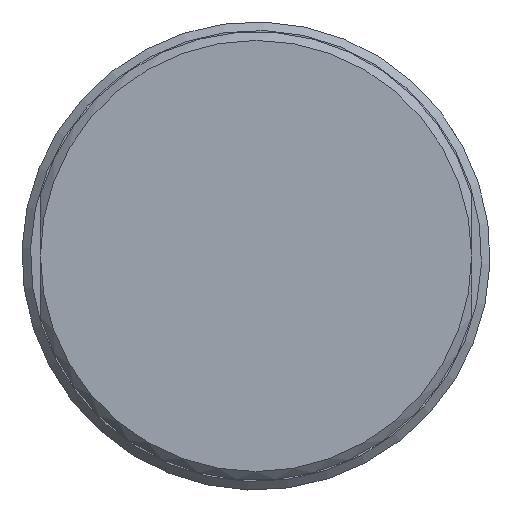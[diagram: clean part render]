
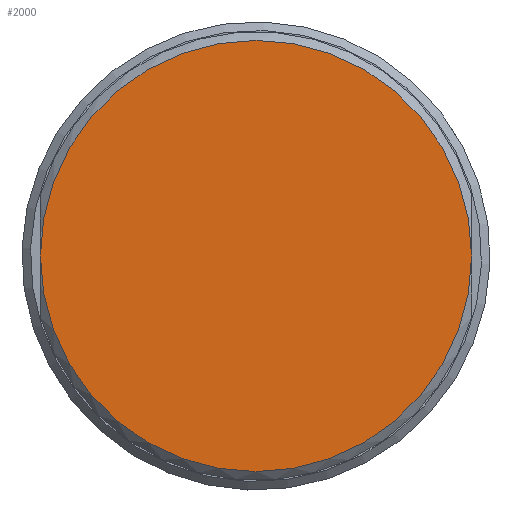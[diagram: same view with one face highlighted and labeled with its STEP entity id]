
A CAD part, left-side view. The second image highlights one B-rep face of the part: STEP entity #2000.
In plain terms, the highlighted planar face has unit normal (-1, 0, 0).
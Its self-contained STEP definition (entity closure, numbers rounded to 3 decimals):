
#1683=CARTESIAN_POINT('',(0.0,-12.5,0.));
#1684=VERTEX_POINT('',#1683);
#1875=CARTESIAN_POINT('',(0.0,12.5,0.));
#1876=VERTEX_POINT('',#1875);
#1877=CARTESIAN_POINT('',(0.0,0.0,0.0));
#1878=DIRECTION('',(1.0,0.0,0.0));
#1879=DIRECTION('',(0.0,-1.0,0.0));
#1880=AXIS2_PLACEMENT_3D('',#1877,#1878,#1879);
#1881=CIRCLE('',#1880,12.5);
#1882=EDGE_CURVE('',#1684,#1876,#1881,.T.);
#1963=CARTESIAN_POINT('',(0.0,0.0,0.0));
#1964=DIRECTION('',(1.0,0.0,0.0));
#1965=DIRECTION('',(0.0,-1.0,0.0));
#1966=AXIS2_PLACEMENT_3D('',#1963,#1964,#1965);
#1967=CIRCLE('',#1966,12.5);
#1968=EDGE_CURVE('',#1876,#1684,#1967,.T.);
#1991=CARTESIAN_POINT('',(0.0,10.688,0.0));
#1992=DIRECTION('',(-1.0,0.0,0.0));
#1993=DIRECTION('',(0.0,0.0,1.0));
#1994=AXIS2_PLACEMENT_3D('',#1991,#1992,#1993);
#1995=PLANE('',#1994);
#1996=ORIENTED_EDGE('',*,*,#1968,.F.);
#1997=ORIENTED_EDGE('',*,*,#1882,.F.);
#1998=EDGE_LOOP('',(#1996,#1997));
#1999=FACE_OUTER_BOUND('',#1998,.T.);
#2000=ADVANCED_FACE('',(#1999),#1995,.T.);
